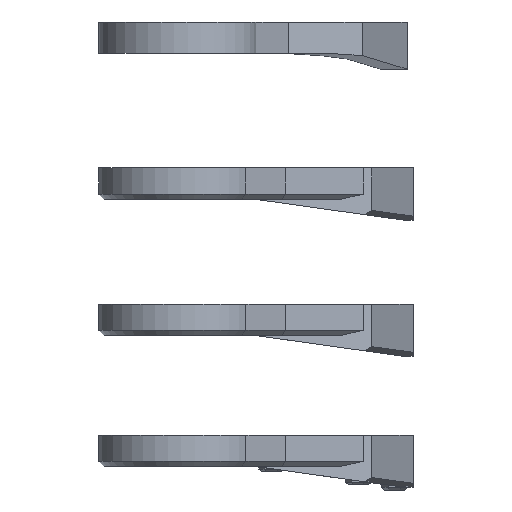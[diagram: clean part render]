
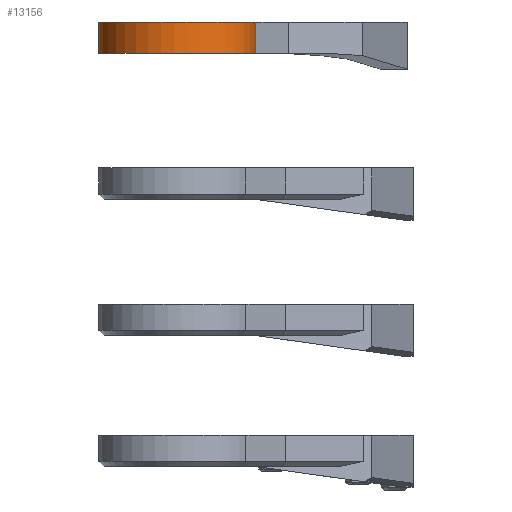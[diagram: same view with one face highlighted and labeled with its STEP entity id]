
A CAD part, front view. The second image highlights one B-rep face of the part: STEP entity #13156.
In plain terms, the highlighted cylindrical face has radius 15 mm (diameter 30 mm), a partial arc.
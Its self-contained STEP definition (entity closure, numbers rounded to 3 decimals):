
#10925 = PLANE('',#10926);
#10926 = AXIS2_PLACEMENT_3D('',#10927,#10928,#10929);
#10927 = CARTESIAN_POINT('',(52.306,-23.126,
    -56.143));
#10928 = DIRECTION('',(-0.,0.,-1.));
#10929 = DIRECTION('',(-1.,-0.,0.));
#11326 = PLANE('',#11327);
#11327 = AXIS2_PLACEMENT_3D('',#11328,#11329,#11330);
#11328 = CARTESIAN_POINT('',(52.306,-23.126,
    -62.143));
#11329 = DIRECTION('',(-0.,0.,-1.));
#11330 = DIRECTION('',(-1.,-0.,0.));
#12339 = VERTEX_POINT('',#12340);
#12340 = CARTESIAN_POINT('',(54.022,-8.392,
    -56.143));
#12347 = PLANE('',#12348);
#12348 = AXIS2_PLACEMENT_3D('',#12349,#12350,#12351);
#12349 = CARTESIAN_POINT('',(71.229,-9.776,
    -59.143));
#12350 = DIRECTION('',(0.08,0.997,0.));
#12351 = DIRECTION('',(0.,0.,1.));
#12390 = VERTEX_POINT('',#12391);
#12391 = CARTESIAN_POINT('',(54.022,-8.392,
    -62.143));
#12412 = EDGE_CURVE('',#12390,#12339,#12413,.T.);
#12413 = SURFACE_CURVE('',#12414,(#12418,#12425),.PCURVE_S1.);
#12414 = LINE('',#12415,#12416);
#12415 = CARTESIAN_POINT('',(54.022,-8.392,
    -59.143));
#12416 = VECTOR('',#12417,1.);
#12417 = DIRECTION('',(0.,0.,1.));
#12418 = PCURVE('',#12347,#12419);
#12419 = DEFINITIONAL_REPRESENTATION('',(#12420),#12424);
#12420 = LINE('',#12421,#12422);
#12421 = CARTESIAN_POINT('',(0.,-17.263));
#12422 = VECTOR('',#12423,1.);
#12423 = DIRECTION('',(1.,0.));
#12424 = ( GEOMETRIC_REPRESENTATION_CONTEXT(2) 
PARAMETRIC_REPRESENTATION_CONTEXT() REPRESENTATION_CONTEXT('2D SPACE',''
  ) );
#12425 = PCURVE('',#12426,#12431);
#12426 = CYLINDRICAL_SURFACE('',#12427,15.);
#12427 = AXIS2_PLACEMENT_3D('',#12428,#12429,#12430);
#12428 = CARTESIAN_POINT('',(51.206,-23.126,
    -59.143));
#12429 = DIRECTION('',(0.,0.,1.));
#12430 = DIRECTION('',(0.,1.,0.));
#12431 = DEFINITIONAL_REPRESENTATION('',(#12432),#12436);
#12432 = LINE('',#12433,#12434);
#12433 = CARTESIAN_POINT('',(-0.189,0.));
#12434 = VECTOR('',#12435,1.);
#12435 = DIRECTION('',(0.,1.));
#12436 = ( GEOMETRIC_REPRESENTATION_CONTEXT(2) 
PARAMETRIC_REPRESENTATION_CONTEXT() REPRESENTATION_CONTEXT('2D SPACE',''
  ) );
#12442 = VERTEX_POINT('',#12443);
#12443 = CARTESIAN_POINT('',(66.188,-23.861,
    -56.143));
#12452 = PLANE('',#12453);
#12453 = AXIS2_PLACEMENT_3D('',#12454,#12455,#12456);
#12454 = CARTESIAN_POINT('',(66.188,-23.861,
    -59.143));
#12455 = DIRECTION('',(0.835,-0.551,0.));
#12456 = DIRECTION('',(0.,0.,1.));
#12471 = EDGE_CURVE('',#12472,#12442,#12474,.T.);
#12472 = VERTEX_POINT('',#12473);
#12473 = CARTESIAN_POINT('',(66.188,-23.861,
    -62.143));
#12474 = SURFACE_CURVE('',#12475,(#12479,#12486),.PCURVE_S1.);
#12475 = LINE('',#12476,#12477);
#12476 = CARTESIAN_POINT('',(66.188,-23.861,
    -59.143));
#12477 = VECTOR('',#12478,1.);
#12478 = DIRECTION('',(0.,0.,1.));
#12479 = PCURVE('',#12452,#12480);
#12480 = DEFINITIONAL_REPRESENTATION('',(#12481),#12485);
#12481 = LINE('',#12482,#12483);
#12482 = CARTESIAN_POINT('',(0.,-0.));
#12483 = VECTOR('',#12484,1.);
#12484 = DIRECTION('',(1.,0.));
#12485 = ( GEOMETRIC_REPRESENTATION_CONTEXT(2) 
PARAMETRIC_REPRESENTATION_CONTEXT() REPRESENTATION_CONTEXT('2D SPACE',''
  ) );
#12486 = PCURVE('',#12426,#12487);
#12487 = DEFINITIONAL_REPRESENTATION('',(#12488),#12492);
#12488 = LINE('',#12489,#12490);
#12489 = CARTESIAN_POINT('',(4.663,0.));
#12490 = VECTOR('',#12491,1.);
#12491 = DIRECTION('',(0.,1.));
#12492 = ( GEOMETRIC_REPRESENTATION_CONTEXT(2) 
PARAMETRIC_REPRESENTATION_CONTEXT() REPRESENTATION_CONTEXT('2D SPACE',''
  ) );
#12898 = EDGE_CURVE('',#12339,#12442,#12899,.T.);
#12899 = SURFACE_CURVE('',#12900,(#12905,#12916),.PCURVE_S1.);
#12900 = CIRCLE('',#12901,15.);
#12901 = AXIS2_PLACEMENT_3D('',#12902,#12903,#12904);
#12902 = CARTESIAN_POINT('',(51.206,-23.126,
    -56.143));
#12903 = DIRECTION('',(0.,0.,1.));
#12904 = DIRECTION('',(0.,-1.,0.));
#12905 = PCURVE('',#10925,#12906);
#12906 = DEFINITIONAL_REPRESENTATION('',(#12907),#12915);
#12907 = ( BOUNDED_CURVE() B_SPLINE_CURVE(2,(#12908,#12909,#12910,#12911
    ,#12912,#12913,#12914),.UNSPECIFIED.,.T.,.F.) 
B_SPLINE_CURVE_WITH_KNOTS((1,2,2,2,2,1),(-2.094,0.,
    2.094,4.189,6.283,8.378),
.UNSPECIFIED.) CURVE() GEOMETRIC_REPRESENTATION_ITEM() 
RATIONAL_B_SPLINE_CURVE((1.,0.5,1.,0.5,1.,0.5,1.)) REPRESENTATION_ITEM(
  '') );
#12908 = CARTESIAN_POINT('',(1.1,-15.));
#12909 = CARTESIAN_POINT('',(-24.881,-15.));
#12910 = CARTESIAN_POINT('',(-11.891,7.5));
#12911 = CARTESIAN_POINT('',(1.1,30.));
#12912 = CARTESIAN_POINT('',(14.09,7.5));
#12913 = CARTESIAN_POINT('',(27.08,-15.));
#12914 = CARTESIAN_POINT('',(1.1,-15.));
#12915 = ( GEOMETRIC_REPRESENTATION_CONTEXT(2) 
PARAMETRIC_REPRESENTATION_CONTEXT() REPRESENTATION_CONTEXT('2D SPACE',''
  ) );
#12916 = PCURVE('',#12426,#12917);
#12917 = DEFINITIONAL_REPRESENTATION('',(#12918),#12922);
#12918 = LINE('',#12919,#12920);
#12919 = CARTESIAN_POINT('',(-3.142,3.));
#12920 = VECTOR('',#12921,1.);
#12921 = DIRECTION('',(1.,0.));
#12922 = ( GEOMETRIC_REPRESENTATION_CONTEXT(2) 
PARAMETRIC_REPRESENTATION_CONTEXT() REPRESENTATION_CONTEXT('2D SPACE',''
  ) );
#13156 = ADVANCED_FACE('',(#13157),#12426,.T.);
#13157 = FACE_BOUND('',#13158,.T.);
#13158 = EDGE_LOOP('',(#13159,#13160,#13161,#13183));
#13159 = ORIENTED_EDGE('',*,*,#12898,.F.);
#13160 = ORIENTED_EDGE('',*,*,#12412,.F.);
#13161 = ORIENTED_EDGE('',*,*,#13162,.F.);
#13162 = EDGE_CURVE('',#12472,#12390,#13163,.T.);
#13163 = SURFACE_CURVE('',#13164,(#13169,#13176),.PCURVE_S1.);
#13164 = CIRCLE('',#13165,15.);
#13165 = AXIS2_PLACEMENT_3D('',#13166,#13167,#13168);
#13166 = CARTESIAN_POINT('',(51.206,-23.126,
    -62.143));
#13167 = DIRECTION('',(-0.,0.,-1.));
#13168 = DIRECTION('',(0.,1.,0.));
#13169 = PCURVE('',#12426,#13170);
#13170 = DEFINITIONAL_REPRESENTATION('',(#13171),#13175);
#13171 = LINE('',#13172,#13173);
#13172 = CARTESIAN_POINT('',(6.283,-3.));
#13173 = VECTOR('',#13174,1.);
#13174 = DIRECTION('',(-1.,0.));
#13175 = ( GEOMETRIC_REPRESENTATION_CONTEXT(2) 
PARAMETRIC_REPRESENTATION_CONTEXT() REPRESENTATION_CONTEXT('2D SPACE',''
  ) );
#13176 = PCURVE('',#11326,#13177);
#13177 = DEFINITIONAL_REPRESENTATION('',(#13178),#13182);
#13178 = CIRCLE('',#13179,15.);
#13179 = AXIS2_PLACEMENT_2D('',#13180,#13181);
#13180 = CARTESIAN_POINT('',(1.1,0.));
#13181 = DIRECTION('',(0.,1.));
#13182 = ( GEOMETRIC_REPRESENTATION_CONTEXT(2) 
PARAMETRIC_REPRESENTATION_CONTEXT() REPRESENTATION_CONTEXT('2D SPACE',''
  ) );
#13183 = ORIENTED_EDGE('',*,*,#12471,.T.);
